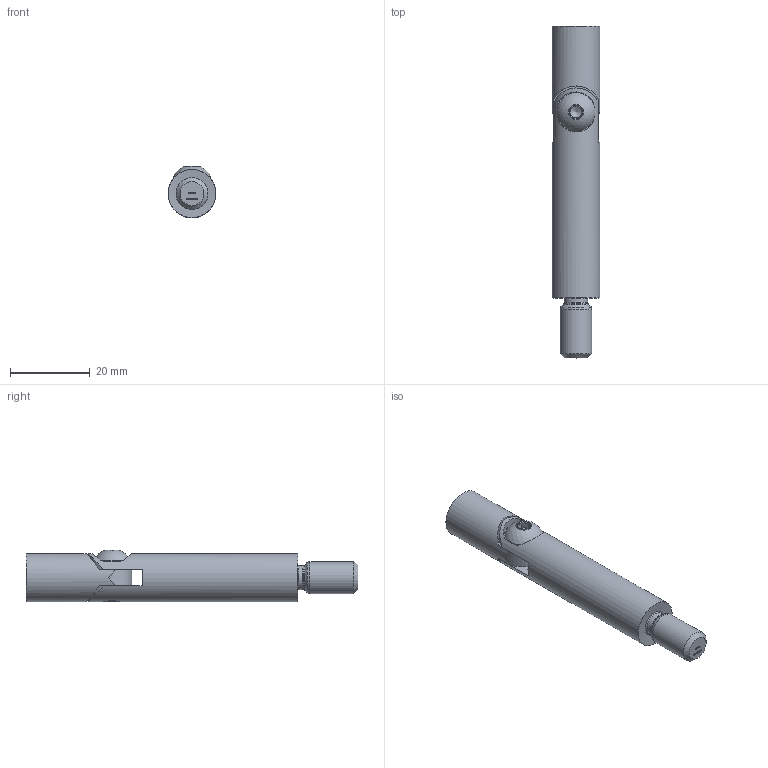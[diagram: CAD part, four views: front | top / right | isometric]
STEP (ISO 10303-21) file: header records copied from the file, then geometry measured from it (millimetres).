
FILE_DESCRIPTION (( 'STEP AP203' ), '1' );
FILE_NAME ('50232-240-12-68.step', '2021-11-25T14:56:23', ( '' ), ( '' ), 'SwSTEP 2.0', 'SolidWorks 2018', '' );
FILE_SCHEMA (( 'CONFIG_CONTROL_DESIGN' ));
Length unit declared in the file: millimetre
Products named in the file (8): ISO7380 M5x10; 50232-240-12-68; ISO7380 M5x10_DIN7380 M5x10; 50232-240-12-68 Teil2; 50232-240-12-68 Teil2_50232-240-12-68 Teil2; 50232-240-12-68 Teil1; 50232-240-12-68 Teil1_50232-240-12-68 Teil1
Assembly tree (4 placements, depth 2):
  50232-240-12-68
    50232-240-12-68 Teil1_50232-240-12-68 Teil1
    50232-240-12-68 Teil2_50232-240-12-68 Teil2
    ISO7380 M5x10_DIN7380 M5x10
  50232-240-12-68 Teil2
  50232-240-12-68 Teil1
  50232-240-12-68
    ISO7380 M5x10
Bounding box: 12 x 83 x 12.8 mm (x, y, z)
Volume: 7793 mm3; surface area: 4377.4 mm2
Topology: 3 solids, 3 shells, 345 faces, 893 edges, 590 vertices
Faces by surface type: plane 171, bspline 138, cylinder 17, cone 14, torus 4, sphere 1
Full cylindrical faces by diameter (mm): 4.019 x1, 4.2 x1, 5 x1, 5.5 x2, 6 x1, 8 x1, 9.5 x1, 12 x2
Entity records: 19171 total; most frequent: CARTESIAN_POINT 11077, ORIENTED_EDGE 1722, DIRECTION 1045, EDGE_CURVE 861, VERTEX_POINT 580, LINE 525, VECTOR 525, EDGE_LOOP 409
